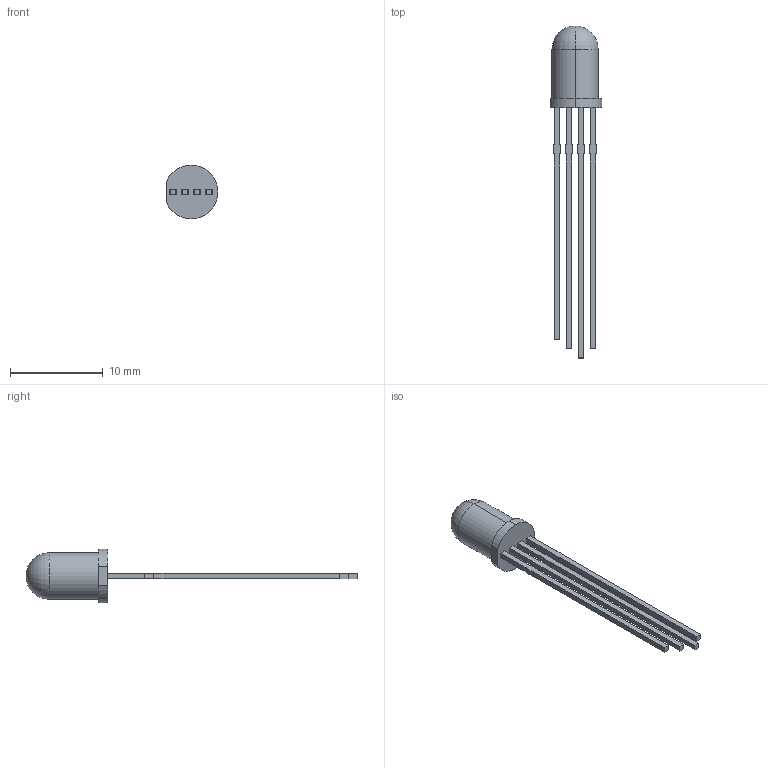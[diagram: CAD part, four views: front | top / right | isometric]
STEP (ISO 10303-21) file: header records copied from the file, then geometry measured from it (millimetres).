
FILE_DESCRIPTION (( 'STEP AP214' ), '1' );
FILE_NAME ('Led RGB 5mm.STEP', '2018-04-25T00:03:57', ( '' ), ( '' ), 'SwSTEP 2.0', 'SolidWorks 2016', '' );
FILE_SCHEMA (( 'AUTOMOTIVE_DESIGN' ));
Length unit declared in the file: millimetre
Products named in the file (3): Terminais^Led RGB 5mm; Lente^Led RGB 5mm; Led RGB 5mm
Assembly tree (2 placements, depth 2):
  Led RGB 5mm
    Lente^Led RGB 5mm
    Terminais^Led RGB 5mm
Bounding box: 5.6 x 35.8 x 5.8 mm (x, y, z)
Volume: 200.7 mm3; surface area: 540.6 mm2
Topology: 9 solids, 9 shells, 172 faces, 435 edges, 288 vertices
Faces by surface type: plane 155, cone 10, cylinder 5, torus 2
Entity records: 5310 total; most frequent: CARTESIAN_POINT 972, ORIENTED_EDGE 870, DIRECTION 811, EDGE_CURVE 435, VECTOR 397, LINE 397, VERTEX_POINT 288, AXIS2_PLACEMENT_3D 207
